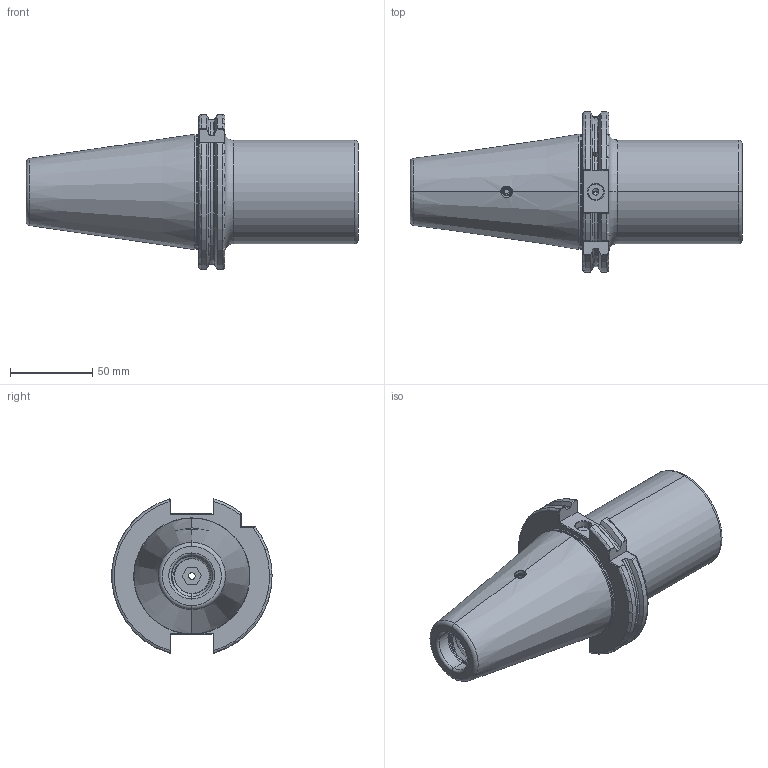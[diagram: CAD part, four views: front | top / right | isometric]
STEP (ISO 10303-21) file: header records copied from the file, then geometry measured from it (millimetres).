
FILE_DESCRIPTION (( 'STEP AP203' ), '1' );
FILE_NAME ('502.08.05.STEP', '2016-07-16T08:45:00', ( '' ), ( '' ), 'SwSTEP 2.0', 'SolidWorks 2012', '' );
FILE_SCHEMA (( 'CONFIG_CONTROL_DESIGN' ));
Products named in the file (5): 502.08.05; 2-41371009AF_M36xP1.5_14L; 2-02.000.0060100C2_M6xP01-10L; 2-01130073_M20xP2.5-51L
Assembly tree (4 placements, depth 2):
  502.08.05
    502.08.05
    2-01130073_M20xP2.5-51L
    2-02.000.0060100C2_M6xP01-10L
    2-41371009AF_M36xP1.5_14L
Bounding box: 201.75 x 97.32 x 93.81 mm (x, y, z)
Volume: 421215.7 mm3; surface area: 89575.7 mm2
Topology: 4 solids, 4 shells, 424 faces, 1153 edges, 732 vertices
Faces by surface type: cylinder 184, plane 80, bspline 68, cone 54, torus 38
Entity records: 72732 total; most frequent: CARTESIAN_POINT 63154, ORIENTED_EDGE 2282, DIRECTION 1482, EDGE_CURVE 1141, VERTEX_POINT 732, AXIS2_PLACEMENT_3D 566, EDGE_LOOP 439, FACE_OUTER_BOUND 424
